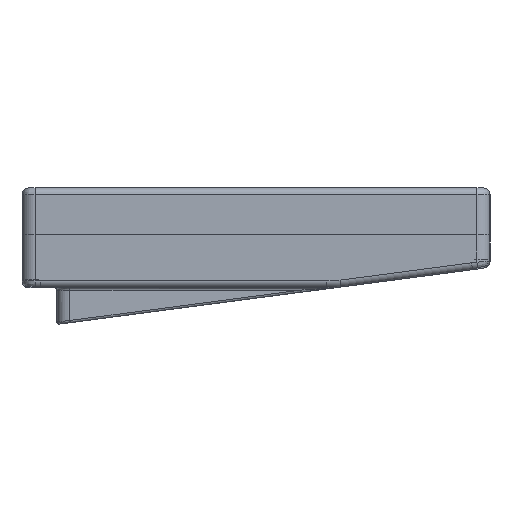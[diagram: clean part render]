
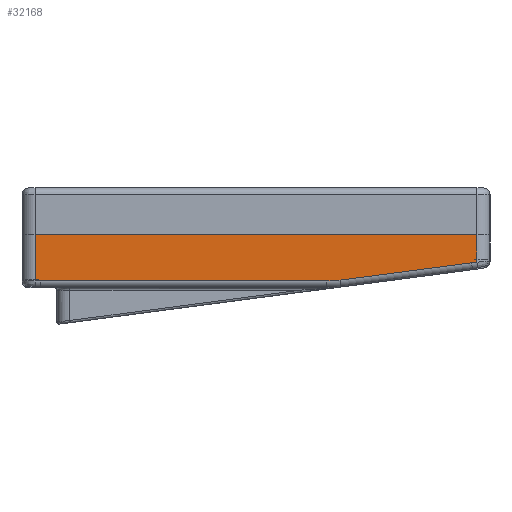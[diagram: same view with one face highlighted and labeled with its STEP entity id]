
A CAD part, left-side view. The second image highlights one B-rep face of the part: STEP entity #32168.
In plain terms, the highlighted planar face has unit normal (-1, 0, 0).
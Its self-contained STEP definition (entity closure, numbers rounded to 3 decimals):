
#2579=FACE_OUTER_BOUND('',#4559,.T.);
#4559=EDGE_LOOP('',(#29027,#29028,#29029,#29030,#29031,#29032,#29033,#29034));
#5322=CIRCLE('',#34721,23.4);
#8851=LINE('',#52101,#12539);
#8894=LINE('',#52388,#12582);
#9032=LINE('',#52862,#12720);
#9033=LINE('',#52865,#12721);
#9034=LINE('',#52867,#12722);
#9035=LINE('',#52871,#12723);
#9036=LINE('',#52872,#12724);
#12539=VECTOR('',#42585,10.);
#12582=VECTOR('',#42776,10.);
#12720=VECTOR('',#43296,10.);
#12721=VECTOR('',#43299,10.);
#12722=VECTOR('',#43300,10.);
#12723=VECTOR('',#43303,10.);
#12724=VECTOR('',#43304,10.);
#15458=VERTEX_POINT('',#52097);
#15460=VERTEX_POINT('',#52100);
#15517=VERTEX_POINT('',#52387);
#15628=VERTEX_POINT('',#52860);
#15629=VERTEX_POINT('',#52864);
#15630=VERTEX_POINT('',#52866);
#15631=VERTEX_POINT('',#52868);
#15632=VERTEX_POINT('',#52870);
#19799=EDGE_CURVE('',#15458,#15460,#8851,.T.);
#19887=EDGE_CURVE('',#15517,#15460,#8894,.T.);
#20103=EDGE_CURVE('',#15517,#15628,#9032,.T.);
#20104=EDGE_CURVE('',#15629,#15458,#9033,.T.);
#20105=EDGE_CURVE('',#15630,#15629,#9034,.T.);
#20106=EDGE_CURVE('',#15631,#15630,#5322,.T.);
#20107=EDGE_CURVE('',#15632,#15631,#9035,.T.);
#20108=EDGE_CURVE('',#15628,#15632,#9036,.T.);
#29027=ORIENTED_EDGE('',*,*,#20104,.F.);
#29028=ORIENTED_EDGE('',*,*,#20105,.F.);
#29029=ORIENTED_EDGE('',*,*,#20106,.F.);
#29030=ORIENTED_EDGE('',*,*,#20107,.F.);
#29031=ORIENTED_EDGE('',*,*,#20108,.F.);
#29032=ORIENTED_EDGE('',*,*,#20103,.F.);
#29033=ORIENTED_EDGE('',*,*,#19887,.T.);
#29034=ORIENTED_EDGE('',*,*,#19799,.F.);
#30343=PLANE('',#34720);
#32168=ADVANCED_FACE('',(#2579),#30343,.T.);
#34720=AXIS2_PLACEMENT_3D('',#52863,#43297,#43298);
#34721=AXIS2_PLACEMENT_3D('',#52869,#43301,#43302);
#42585=DIRECTION('',(0.,0.,1.));
#42776=DIRECTION('',(0.,1.,0.));
#43296=DIRECTION('',(0.,0.,-1.));
#43297=DIRECTION('center_axis',(-1.,0.,0.));
#43298=DIRECTION('ref_axis',(0.,1.,0.));
#43299=DIRECTION('',(0.,1.,0.));
#43300=DIRECTION('',(0.,1.,0.));
#43301=DIRECTION('center_axis',(1.,0.,0.));
#43302=DIRECTION('ref_axis',(0.,-0.065,-0.998));
#43303=DIRECTION('',(0.,0.991,-0.131));
#43304=DIRECTION('',(0.,0.991,-0.131));
#52097=CARTESIAN_POINT('',(8.868,106.895,-10.6));
#52100=CARTESIAN_POINT('',(8.868,106.895,0.));
#52101=CARTESIAN_POINT('',(8.868,106.895,-9.));
#52387=CARTESIAN_POINT('',(8.868,5.295,0.));
#52388=CARTESIAN_POINT('',(8.868,29.195,0.));
#52860=CARTESIAN_POINT('',(8.868,5.295,-6.255));
#52862=CARTESIAN_POINT('',(8.868,5.295,-9.));
#52863=CARTESIAN_POINT('Origin',(8.868,2.295,-9.));
#52864=CARTESIAN_POINT('',(8.868,105.679,-10.6));
#52865=CARTESIAN_POINT('',(8.868,29.195,-10.6));
#52866=CARTESIAN_POINT('',(8.868,39.83,-10.6));
#52867=CARTESIAN_POINT('',(8.868,29.195,-10.6));
#52868=CARTESIAN_POINT('',(8.868,36.776,-10.4));
#52869=CARTESIAN_POINT('Origin',(8.868,39.83,12.8));
#52870=CARTESIAN_POINT('',(8.868,6.51,-6.415));
#52871=CARTESIAN_POINT('',(8.868,29.468,-9.438));
#52872=CARTESIAN_POINT('',(8.868,29.468,-9.438));
